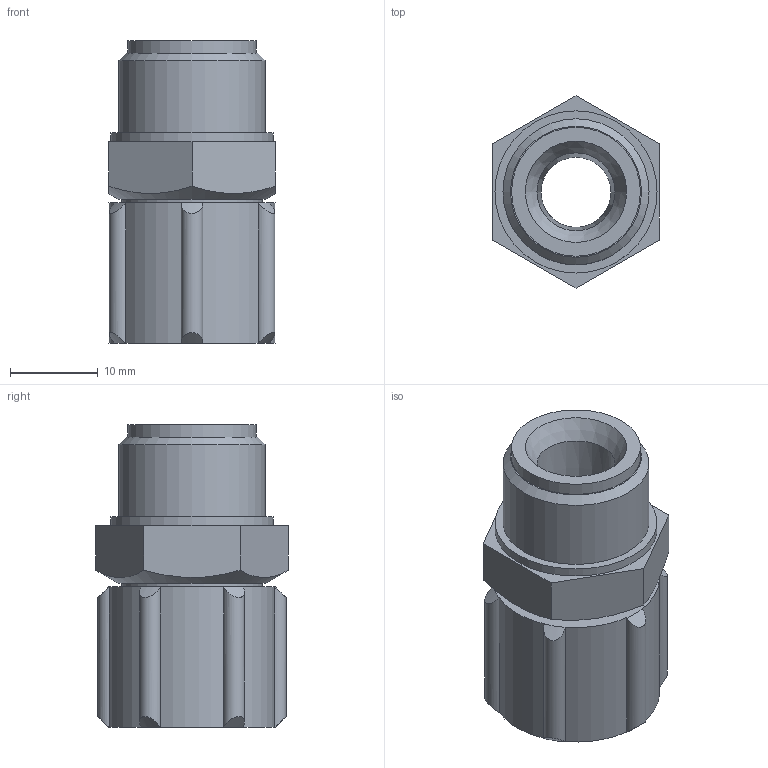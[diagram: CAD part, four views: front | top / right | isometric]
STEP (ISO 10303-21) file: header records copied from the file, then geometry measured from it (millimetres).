
FILE_DESCRIPTION(/* description */ ('STEP AP214'),/* implementation_level */ '2;1');
FILE_NAME(/* name */ '6468_CK-3_8-PK-9-KU',/* time_stamp */ '2024-08-05T17:33:53+02:00',/* author */ ('License CC BY-ND 4.0'),/* organization */ ('CADENAS'),/* preprocessor_version */ 'ST-DEVELOPER v19.3',/* originating_system */ 'PARTsolutions',/* authorisation */ ' ');
FILE_SCHEMA (('AUTOMOTIVE_DESIGN {1 0 10303 214 3 1 1}'));
Length unit declared in the file: millimetre
Products named in the file (1): 6468 CK-3/8-PK-9-KU
Bounding box: 19 x 21.94 x 34.5 mm (x, y, z)
Volume: 6736.9 mm3; surface area: 4463.2 mm2
Topology: 1 solids, 1 shells, 58 faces, 136 edges, 88 vertices
Faces by surface type: cylinder 21, cone 19, plane 16, torus 2
Full cylindrical faces by diameter (mm): 8 x1, 9.6 x1, 11.6 x1, 14.6 x1, 14.7 x1, 14.917 x1, 16 x1, 16.662 x1, 18.5 x1
Entity records: 1708 total; most frequent: CARTESIAN_POINT 389, DIRECTION 290, ORIENTED_EDGE 232, AXIS2_PLACEMENT_3D 133, EDGE_CURVE 116, VERTEX_POINT 86, EDGE_LOOP 86, FACE_BOUND 86
